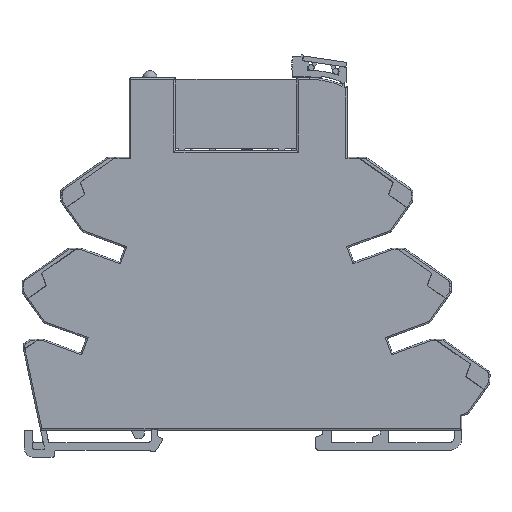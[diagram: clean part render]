
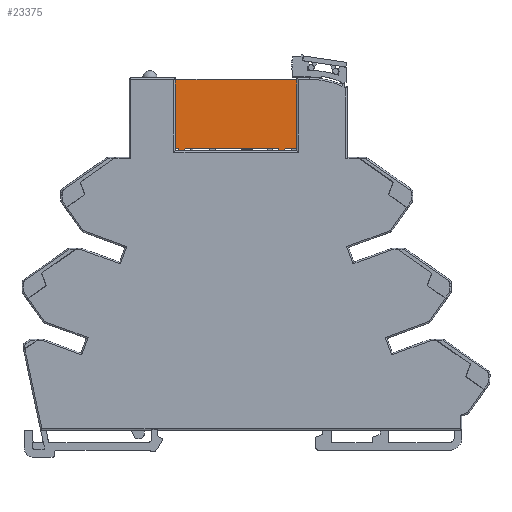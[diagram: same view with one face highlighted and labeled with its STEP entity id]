
A CAD part, top view. The second image highlights one B-rep face of the part: STEP entity #23375.
In plain terms, the highlighted face is planar.
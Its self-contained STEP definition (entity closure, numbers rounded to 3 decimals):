
#210 = LINE ( 'NONE', #26599, #20556 ) ;
#296 = DIRECTION ( 'NONE',  ( 0.371, 0., -0.928 ) ) ;
#526 = VECTOR ( 'NONE', #8758, 1000. ) ;
#571 = VECTOR ( 'NONE', #29148, 1000. ) ;
#820 = VECTOR ( 'NONE', #40112, 1000. ) ;
#840 = ORIENTED_EDGE ( 'NONE', *, *, #40291, .T. ) ;
#1789 = PLANE ( 'NONE',  #34843 ) ;
#2372 = EDGE_CURVE ( 'NONE', #14229, #21084, #5818, .T. ) ;
#2504 = VERTEX_POINT ( 'NONE', #20579 ) ;
#2719 = CARTESIAN_POINT ( 'NONE',  ( -13.9, -2.5, 0. ) ) ;
#3871 = CARTESIAN_POINT ( 'NONE',  ( 8.9, -2.5, 0. ) ) ;
#4293 = VECTOR ( 'NONE', #42023, 1000. ) ;
#4539 = VERTEX_POINT ( 'NONE', #27547 ) ;
#5290 = CARTESIAN_POINT ( 'NONE',  ( -13.9, -2.5, 14.5 ) ) ;
#5818 = LINE ( 'NONE', #10288, #27286 ) ;
#5881 = CARTESIAN_POINT ( 'NONE',  ( -13.9, -2.5, 14.4 ) ) ;
#6192 = CARTESIAN_POINT ( 'NONE',  ( 10.3, -2.5, 0. ) ) ;
#6662 = DIRECTION ( 'NONE',  ( 0.371, 0., -0.928 ) ) ;
#7634 = LINE ( 'NONE', #3871, #35374 ) ;
#8758 = DIRECTION ( 'NONE',  ( 0., 0., -1. ) ) ;
#8837 = DIRECTION ( 'NONE',  ( -1., 0., 0. ) ) ;
#9055 = CARTESIAN_POINT ( 'NONE',  ( 13.9, -2.5, 14.5 ) ) ;
#9466 = LINE ( 'NONE', #9055, #526 ) ;
#9867 = CARTESIAN_POINT ( 'NONE',  ( -13.9, -2.5, 14.4 ) ) ;
#10288 = CARTESIAN_POINT ( 'NONE',  ( -10.9, -2.5, -0.5 ) ) ;
#10843 = CARTESIAN_POINT ( 'NONE',  ( -12.1, -2.5, 0. ) ) ;
#11108 = EDGE_CURVE ( 'NONE', #4539, #39810, #42547, .T. ) ;
#11324 = DIRECTION ( 'NONE',  ( 0., 0., -1. ) ) ;
#11550 = EDGE_CURVE ( 'NONE', #17094, #43093, #16354, .T. ) ;
#11711 = CARTESIAN_POINT ( 'NONE',  ( -10.7, -2.5, 0. ) ) ;
#12059 = DIRECTION ( 'NONE',  ( 0., 1., 0. ) ) ;
#12844 = DIRECTION ( 'NONE',  ( 1., 0., 0. ) ) ;
#13047 = CARTESIAN_POINT ( 'NONE',  ( 10.1, -2.5, -0.5 ) ) ;
#13160 = EDGE_CURVE ( 'NONE', #43093, #29122, #25095, .T. ) ;
#13519 = ORIENTED_EDGE ( 'NONE', *, *, #26625, .T. ) ;
#14229 = VERTEX_POINT ( 'NONE', #24887 ) ;
#14625 = ORIENTED_EDGE ( 'NONE', *, *, #13160, .T. ) ;
#14834 = ORIENTED_EDGE ( 'NONE', *, *, #2372, .T. ) ;
#16015 = EDGE_CURVE ( 'NONE', #38736, #40176, #7634, .T. ) ;
#16075 = CARTESIAN_POINT ( 'NONE',  ( 9.1, -2.5, -0.5 ) ) ;
#16354 = LINE ( 'NONE', #5881, #25256 ) ;
#16558 = ORIENTED_EDGE ( 'NONE', *, *, #28896, .F. ) ;
#17094 = VERTEX_POINT ( 'NONE', #33966 ) ;
#17209 = EDGE_CURVE ( 'NONE', #40176, #4539, #22071, .T. ) ;
#17956 = CARTESIAN_POINT ( 'NONE',  ( 13.9, -2.5, 0. ) ) ;
#18201 = VERTEX_POINT ( 'NONE', #17956 ) ;
#18388 = EDGE_LOOP ( 'NONE', ( #16558, #26964, #14625, #13519, #31262, #840, #14834, #24502, #36701, #30328, #31492, #33225 ) ) ;
#19000 = CARTESIAN_POINT ( 'NONE',  ( -11.9, -2.5, -0.5 ) ) ;
#19045 = CARTESIAN_POINT ( 'NONE',  ( -13.9, -2.5, 0. ) ) ;
#19729 = DIRECTION ( 'NONE',  ( 0.371, 0., 0.928 ) ) ;
#20044 = CARTESIAN_POINT ( 'NONE',  ( -12.1, -2.5, 0. ) ) ;
#20375 = CARTESIAN_POINT ( 'NONE',  ( -13.9, -2.5, 0. ) ) ;
#20556 = VECTOR ( 'NONE', #12844, 1000. ) ;
#20579 = CARTESIAN_POINT ( 'NONE',  ( -11.9, -2.5, -0.5 ) ) ;
#21084 = VERTEX_POINT ( 'NONE', #11711 ) ;
#21243 = VECTOR ( 'NONE', #42285, 1000. ) ;
#21401 = VECTOR ( 'NONE', #11324, 1000. ) ;
#22004 = CARTESIAN_POINT ( 'NONE',  ( 9.1, -2.5, -0.5 ) ) ;
#22071 = LINE ( 'NONE', #22004, #4293 ) ;
#23274 = DIRECTION ( 'NONE',  ( 0.371, 0., 0.928 ) ) ;
#23375 = ADVANCED_FACE ( 'NONE', ( #40491 ), #1789, .F. ) ;
#24502 = ORIENTED_EDGE ( 'NONE', *, *, #31710, .T. ) ;
#24887 = CARTESIAN_POINT ( 'NONE',  ( -10.9, -2.5, -0.5 ) ) ;
#25095 = LINE ( 'NONE', #5290, #21401 ) ;
#25256 = VECTOR ( 'NONE', #8837, 1000. ) ;
#26071 = EDGE_CURVE ( 'NONE', #39810, #18201, #36499, .T. ) ;
#26599 = CARTESIAN_POINT ( 'NONE',  ( -13.9, -2.5, 0. ) ) ;
#26625 = EDGE_CURVE ( 'NONE', #29122, #42093, #34324, .T. ) ;
#26964 = ORIENTED_EDGE ( 'NONE', *, *, #11550, .T. ) ;
#27286 = VECTOR ( 'NONE', #23274, 1000. ) ;
#27547 = CARTESIAN_POINT ( 'NONE',  ( 10.1, -2.5, -0.5 ) ) ;
#28593 = DIRECTION ( 'NONE',  ( 0., 0., 1. ) ) ;
#28896 = EDGE_CURVE ( 'NONE', #17094, #18201, #9466, .T. ) ;
#29122 = VERTEX_POINT ( 'NONE', #20375 ) ;
#29148 = DIRECTION ( 'NONE',  ( 1., 0., 0. ) ) ;
#29191 = CARTESIAN_POINT ( 'NONE',  ( -13.9, -2.5, 14.5 ) ) ;
#30328 = ORIENTED_EDGE ( 'NONE', *, *, #17209, .T. ) ;
#31262 = ORIENTED_EDGE ( 'NONE', *, *, #38910, .T. ) ;
#31492 = ORIENTED_EDGE ( 'NONE', *, *, #11108, .T. ) ;
#31710 = EDGE_CURVE ( 'NONE', #21084, #38736, #210, .T. ) ;
#33225 = ORIENTED_EDGE ( 'NONE', *, *, #26071, .T. ) ;
#33966 = CARTESIAN_POINT ( 'NONE',  ( 13.9, -2.5, 14.4 ) ) ;
#34324 = LINE ( 'NONE', #2719, #820 ) ;
#34843 = AXIS2_PLACEMENT_3D ( 'NONE', #29191, #12059, #28593 ) ;
#34878 = VECTOR ( 'NONE', #296, 1000. ) ;
#35374 = VECTOR ( 'NONE', #6662, 1000. ) ;
#35441 = LINE ( 'NONE', #10843, #34878 ) ;
#36499 = LINE ( 'NONE', #19045, #21243 ) ;
#36543 = CARTESIAN_POINT ( 'NONE',  ( 8.9, -2.5, 0. ) ) ;
#36701 = ORIENTED_EDGE ( 'NONE', *, *, #16015, .T. ) ;
#38736 = VERTEX_POINT ( 'NONE', #36543 ) ;
#38910 = EDGE_CURVE ( 'NONE', #42093, #2504, #35441, .T. ) ;
#39810 = VERTEX_POINT ( 'NONE', #6192 ) ;
#40112 = DIRECTION ( 'NONE',  ( 1., 0., 0. ) ) ;
#40176 = VERTEX_POINT ( 'NONE', #16075 ) ;
#40291 = EDGE_CURVE ( 'NONE', #2504, #14229, #41348, .T. ) ;
#40491 = FACE_OUTER_BOUND ( 'NONE', #18388, .T. ) ;
#41348 = LINE ( 'NONE', #19000, #571 ) ;
#41478 = VECTOR ( 'NONE', #19729, 1000. ) ;
#42023 = DIRECTION ( 'NONE',  ( 1., 0., 0. ) ) ;
#42093 = VERTEX_POINT ( 'NONE', #20044 ) ;
#42285 = DIRECTION ( 'NONE',  ( 1., 0., 0. ) ) ;
#42547 = LINE ( 'NONE', #13047, #41478 ) ;
#43093 = VERTEX_POINT ( 'NONE', #9867 ) ;
